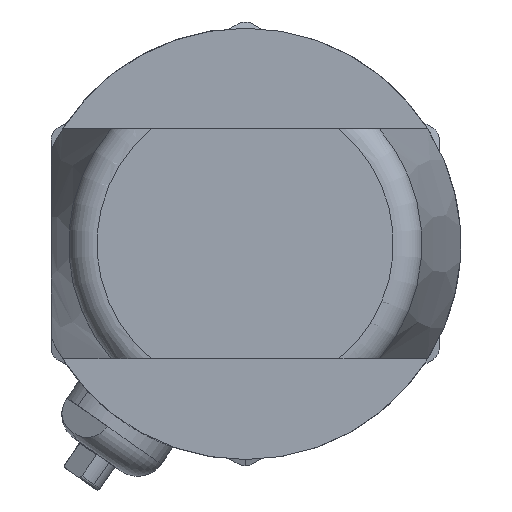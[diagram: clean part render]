
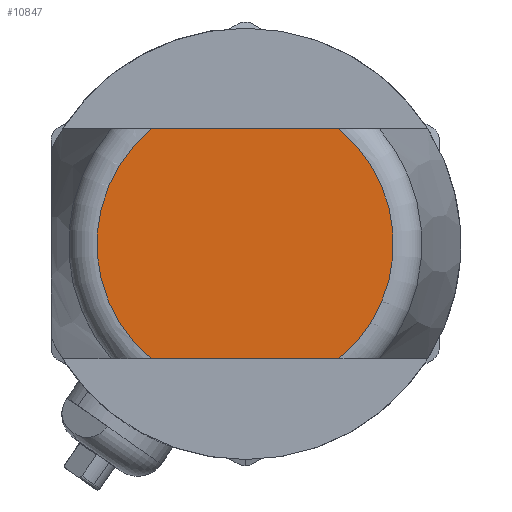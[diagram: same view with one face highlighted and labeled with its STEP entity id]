
A CAD part, left-side view. The second image highlights one B-rep face of the part: STEP entity #10847.
In plain terms, the highlighted planar face has unit normal (-1, 0, 0).
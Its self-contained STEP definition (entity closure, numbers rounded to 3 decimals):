
#15 = ORIENTED_EDGE ( 'NONE', *, *, #1982, .F. ) ;
#480 = VERTEX_POINT ( 'NONE', #27545 ) ;
#779 = DIRECTION ( 'NONE',  ( 0., 1., 0. ) ) ;
#1948 = CARTESIAN_POINT ( 'NONE',  ( -43., 0., 0. ) ) ;
#1982 = EDGE_CURVE ( 'NONE', #2198, #480, #27701, .T. ) ;
#2198 = VERTEX_POINT ( 'NONE', #3273 ) ;
#2576 = AXIS2_PLACEMENT_3D ( 'NONE', #8600, #29004, #6080 ) ;
#3025 = EDGE_LOOP ( 'NONE', ( #25064, #15, #29799, #7820 ) ) ;
#3119 = LINE ( 'NONE', #31238, #28406 ) ;
#3273 = CARTESIAN_POINT ( 'NONE',  ( -43., 6.504, -8. ) ) ;
#5182 = DIRECTION ( 'NONE',  ( 0., -1., 0. ) ) ;
#5562 = VECTOR ( 'NONE', #5182, 1000. ) ;
#5773 = DIRECTION ( 'NONE',  ( 0., 0., 1. ) ) ;
#6080 = DIRECTION ( 'NONE',  ( 0., 0., -1. ) ) ;
#7034 = EDGE_CURVE ( 'NONE', #28161, #2198, #3119, .T. ) ;
#7820 = ORIENTED_EDGE ( 'NONE', *, *, #18330, .F. ) ;
#8600 = CARTESIAN_POINT ( 'NONE',  ( -43., 0., 0. ) ) ;
#9832 = DIRECTION ( 'NONE',  ( 1., 0., 0. ) ) ;
#10847 = ADVANCED_FACE ( 'NONE', ( #15348 ), #15510, .T. ) ;
#12569 = LINE ( 'NONE', #28105, #5562 ) ;
#13166 = DIRECTION ( 'NONE',  ( -1., 0., 0. ) ) ;
#13305 = AXIS2_PLACEMENT_3D ( 'NONE', #1948, #9832, #32077 ) ;
#15348 = FACE_OUTER_BOUND ( 'NONE', #3025, .T. ) ;
#15510 = PLANE ( 'NONE',  #25786 ) ;
#18330 = EDGE_CURVE ( 'NONE', #31850, #28161, #21887, .T. ) ;
#18967 = CARTESIAN_POINT ( 'NONE',  ( -43., -6.504, 8. ) ) ;
#21887 = CIRCLE ( 'NONE', #2576, 10.31 ) ;
#25064 = ORIENTED_EDGE ( 'NONE', *, *, #30230, .F. ) ;
#25786 = AXIS2_PLACEMENT_3D ( 'NONE', #28694, #13166, #5773 ) ;
#27545 = CARTESIAN_POINT ( 'NONE',  ( -43., 6.504, 8. ) ) ;
#27701 = CIRCLE ( 'NONE', #13305, 10.31 ) ;
#28105 = CARTESIAN_POINT ( 'NONE',  ( -43., 10.31, 8. ) ) ;
#28161 = VERTEX_POINT ( 'NONE', #30311 ) ;
#28406 = VECTOR ( 'NONE', #779, 1000. ) ;
#28694 = CARTESIAN_POINT ( 'NONE',  ( -43., 10.31, 0. ) ) ;
#29004 = DIRECTION ( 'NONE',  ( 1., 0., 0. ) ) ;
#29799 = ORIENTED_EDGE ( 'NONE', *, *, #7034, .F. ) ;
#30230 = EDGE_CURVE ( 'NONE', #480, #31850, #12569, .T. ) ;
#30311 = CARTESIAN_POINT ( 'NONE',  ( -43., -6.504, -8. ) ) ;
#31238 = CARTESIAN_POINT ( 'NONE',  ( -43., 10.31, -8. ) ) ;
#31850 = VERTEX_POINT ( 'NONE', #18967 ) ;
#32077 = DIRECTION ( 'NONE',  ( 0., 0., -1. ) ) ;
